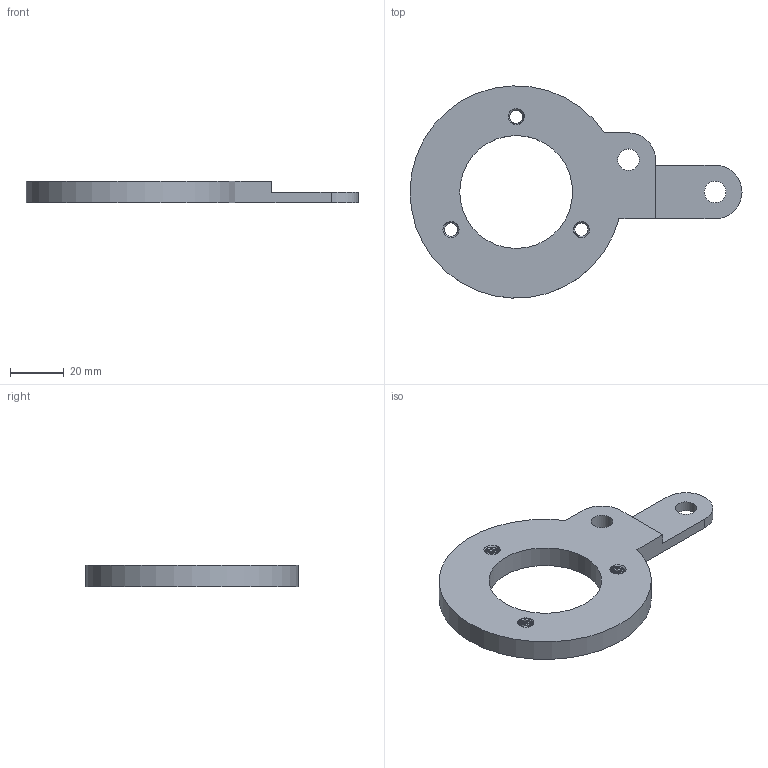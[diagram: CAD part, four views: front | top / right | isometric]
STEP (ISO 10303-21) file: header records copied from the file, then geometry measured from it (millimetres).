
FILE_DESCRIPTION(/* description */ ('Alibre Inc.'),/* implementation_level */ '2;1');
FILE_NAME(/* name */ 'export-4F666853-6A7F-4BD1-BFBC-A3C1C5B794C7',/* time_stamp */ '2021-04-26T10:15:52+02:00',/* author */ (''),/* organization */ (''),/* preprocessor_version */ 'ST-DEVELOPER v17',/* originating_system */ 'Alibre',/* authorisation */ '');
FILE_SCHEMA (('CONFIG_CONTROL_DESIGN'));
Length unit declared in the file: centimetre
Products named in the file (1): ID_1
Bounding box: 123.5 x 78.93 x 8 mm (x, y, z)
Volume: 32790.9 mm3; surface area: 13112.8 mm2
Topology: 1 solids, 1 shells, 28 faces, 67 edges, 41 vertices
Faces by surface type: cylinder 9, plane 7, bspline 6, cone 6
Full cylindrical faces by diameter (mm): 8 x2, 42 x1
Entity records: 5493 total; most frequent: CARTESIAN_POINT 4799, ORIENTED_EDGE 126, DIRECTION 103, EDGE_CURVE 63, AXIS2_PLACEMENT_3D 46, EDGE_LOOP 43, FACE_BOUND 43, VERTEX_POINT 40
